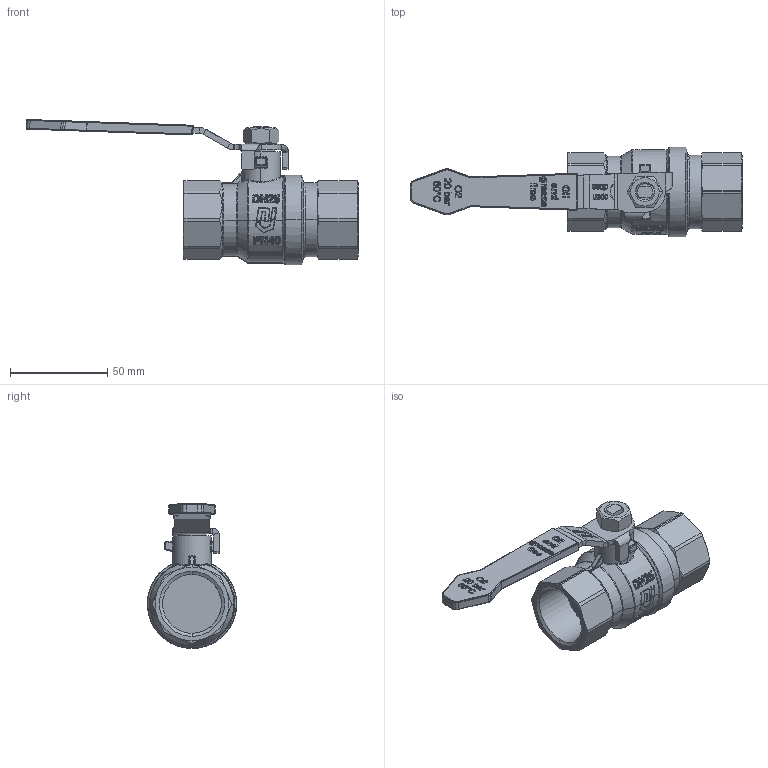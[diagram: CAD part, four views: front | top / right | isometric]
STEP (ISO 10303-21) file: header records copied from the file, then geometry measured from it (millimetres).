
FILE_DESCRIPTION(('HOOPS Exchange Step'),'2;1');
FILE_NAME('GK020001_DN25.stp','2025-02-21T09:20:22+01:00',('nieru'),('Unknown organisation'),'HOOPS Exchange 2024.2','HOOPS Exchange','Unknown authorisation');
FILE_SCHEMA( ('AP203_CONFIGURATION_CONTROLLED_3D_DESIGN_OF_MECHANICAL_PARTS_AND_ASSEMBLIES_MIM_LF') );
Length unit declared in the file: millimetre
Products named in the file (2): 0; root
Assembly tree (1 placements, depth 2):
  root
    0
Bounding box: 171.02 x 46 x 74.72 mm (x, y, z)
Volume: 95157.1 mm3; surface area: 28435.1 mm2
Topology: 3 solids, 3 shells, 1990 faces, 4936 edges, 3007 vertices
Faces by surface type: bspline 1066, cylinder 399, plane 363, torus 88, cone 54, sphere 20
Full cylindrical faces by diameter (mm): 8.376 x1, 9.493 x2, 30.291 x2
Entity records: 120170 total; most frequent: CARTESIAN_POINT 80568, ORIENTED_EDGE 9830, DIRECTION 5145, EDGE_CURVE 4915, VERTEX_POINT 3007, B_SPLINE_CURVE_WITH_KNOTS 2675, EDGE_LOOP 2070, FACE_BOUND 2070
